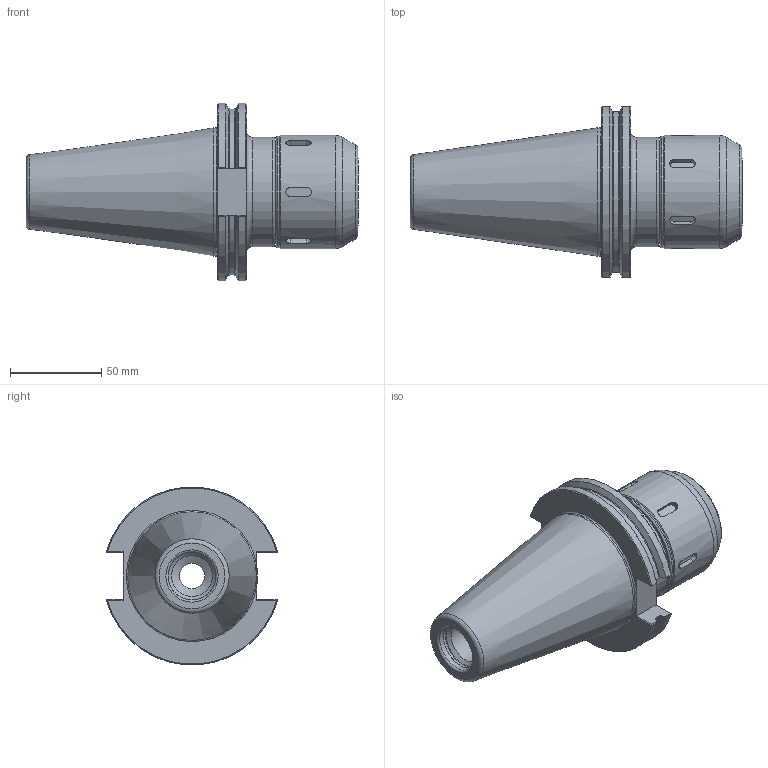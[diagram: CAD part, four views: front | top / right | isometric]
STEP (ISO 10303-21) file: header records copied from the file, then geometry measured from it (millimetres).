
FILE_DESCRIPTION(/* description */ (''),/* implementation_level */ '2;1');
FILE_NAME(/* name */ 'CAT50-MC100-0315.stp',/* time_stamp */ '2019-07-09T14:46:57-05:00',/* author */ ('ldfli'),/* organization */ (''),/* preprocessor_version */ 'ST-DEVELOPER v18',/* originating_system */ 'Autodesk Inventor LT',/* authorisation */ '');
FILE_SCHEMA (('AUTOMOTIVE_DESIGN { 1 0 10303 214 3 1 1 }'));
Length unit declared in the file: millimetre
Products named in the file (1): CAT50-MC100-0315
Bounding box: 181.63 x 93.8 x 97.14 mm (x, y, z)
Volume: 456000.1 mm3; surface area: 75446.1 mm2
Topology: 3 solids, 3 shells, 189 faces, 555 edges, 384 vertices
Faces by surface type: plane 73, cylinder 57, torus 39, cone 17, bspline 3
Full cylindrical faces by diameter (mm): 10 x1, 13.835 x1, 22.225 x1, 26.107 x1, 26.2 x1, 26.7 x1, 31 x1, 48 x2, 54 x2, 60 x1, 61 x1, 62 x1, 70.2 x1
Entity records: 7368 total; most frequent: CARTESIAN_POINT 2355, ORIENTED_EDGE 1110, DIRECTION 1009, EDGE_CURVE 555, AXIS2_PLACEMENT_3D 398, VERTEX_POINT 384, LINE 213, VECTOR 213
